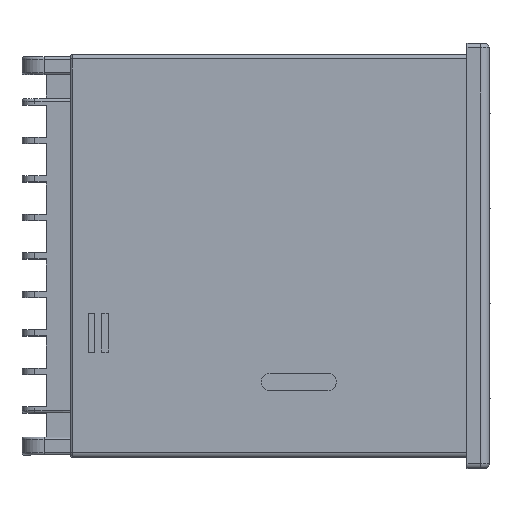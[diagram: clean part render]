
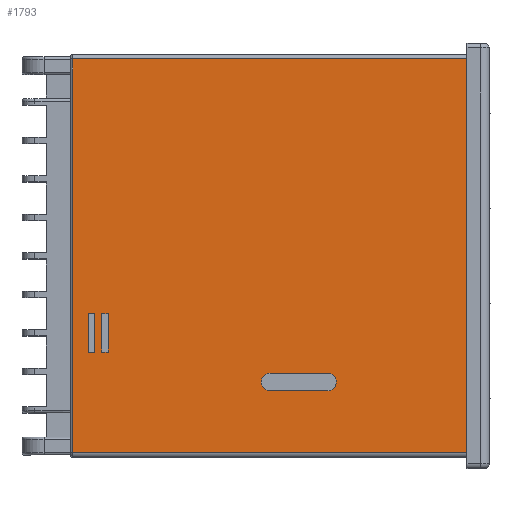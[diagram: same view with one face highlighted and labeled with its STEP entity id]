
A CAD part, top view. The second image highlights one B-rep face of the part: STEP entity #1793.
In plain terms, the highlighted planar face has unit normal (0, 0, 1).
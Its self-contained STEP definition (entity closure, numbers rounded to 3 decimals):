
#1793=ADVANCED_FACE('',(#4290,#4291,#4292,#4293),#4294,.T.);
#4290=FACE_BOUND('',#7679,.T.);
#4291=FACE_OUTER_BOUND('',#7680,.T.);
#4292=FACE_BOUND('',#7681,.T.);
#4293=FACE_BOUND('',#7682,.T.);
#4294=PLANE('',#7683);
#7679=EDGE_LOOP('',(#12727,#12728,#12729,#12730));
#7680=EDGE_LOOP('',(#12731,#12732,#12733,#12734));
#7681=EDGE_LOOP('',(#12735,#12736,#12737,#12738));
#7682=EDGE_LOOP('',(#12739,#12740,#12741,#12742));
#7683=AXIS2_PLACEMENT_3D('',#12743,#12744,#12745);
#12727=ORIENTED_EDGE('',*,*,#21110,.T.);
#12728=ORIENTED_EDGE('',*,*,#21111,.T.);
#12729=ORIENTED_EDGE('',*,*,#21112,.T.);
#12730=ORIENTED_EDGE('',*,*,#21113,.T.);
#12731=ORIENTED_EDGE('',*,*,#21028,.T.);
#12732=ORIENTED_EDGE('',*,*,#21114,.T.);
#12733=ORIENTED_EDGE('',*,*,#21031,.T.);
#12734=ORIENTED_EDGE('',*,*,#21094,.T.);
#12735=ORIENTED_EDGE('',*,*,#20921,.T.);
#12736=ORIENTED_EDGE('',*,*,#20932,.T.);
#12737=ORIENTED_EDGE('',*,*,#20929,.T.);
#12738=ORIENTED_EDGE('',*,*,#20925,.T.);
#12739=ORIENTED_EDGE('',*,*,#21115,.T.);
#12740=ORIENTED_EDGE('',*,*,#21116,.T.);
#12741=ORIENTED_EDGE('',*,*,#21117,.T.);
#12742=ORIENTED_EDGE('',*,*,#21118,.T.);
#12743=CARTESIAN_POINT('',(-25.0,-19.444,44.8));
#12744=DIRECTION('',(0.0,0.0,1.0));
#12745=DIRECTION('',(1.0,0.0,0.0));
#20921=EDGE_CURVE('',#25426,#25430,#25432,.T.);
#20925=EDGE_CURVE('',#25435,#25426,#25438,.F.);
#20929=EDGE_CURVE('',#25441,#25435,#25444,.T.);
#20932=EDGE_CURVE('',#25430,#25441,#25447,.F.);
#21028=EDGE_CURVE('',#25592,#25590,#25593,.T.);
#21031=EDGE_CURVE('',#25596,#25597,#25598,.T.);
#21094=EDGE_CURVE('',#25597,#25592,#25695,.T.);
#21110=EDGE_CURVE('',#25711,#25712,#25713,.T.);
#21111=EDGE_CURVE('',#25712,#25714,#25715,.T.);
#21112=EDGE_CURVE('',#25714,#25716,#25717,.T.);
#21113=EDGE_CURVE('',#25716,#25711,#25718,.T.);
#21114=EDGE_CURVE('',#25590,#25596,#25719,.T.);
#21115=EDGE_CURVE('',#25720,#25721,#25722,.T.);
#21116=EDGE_CURVE('',#25721,#25723,#25724,.T.);
#21117=EDGE_CURVE('',#25723,#25725,#25726,.T.);
#21118=EDGE_CURVE('',#25725,#25720,#25727,.T.);
#25426=VERTEX_POINT('',#32035);
#25430=VERTEX_POINT('',#32041);
#25432=LINE('',#32044,#32045);
#25435=VERTEX_POINT('',#32048);
#25438=CIRCLE('',#32052,2.0);
#25441=VERTEX_POINT('',#32055);
#25444=LINE('',#32060,#32061);
#25447=CIRCLE('',#32064,2.0);
#25590=VERTEX_POINT('',#32277);
#25592=VERTEX_POINT('',#32279);
#25593=LINE('',#32280,#32281);
#25596=VERTEX_POINT('',#32284);
#25597=VERTEX_POINT('',#32285);
#25598=LINE('',#32286,#32287);
#25695=LINE('',#32405,#32406);
#25711=VERTEX_POINT('',#32430);
#25712=VERTEX_POINT('',#32431);
#25713=LINE('',#32432,#32433);
#25714=VERTEX_POINT('',#32434);
#25715=LINE('',#32435,#32436);
#25716=VERTEX_POINT('',#32437);
#25717=LINE('',#32438,#32439);
#25718=LINE('',#32440,#32441);
#25719=LINE('',#32442,#32443);
#25720=VERTEX_POINT('',#32444);
#25721=VERTEX_POINT('',#32445);
#25722=LINE('',#32446,#32447);
#25723=VERTEX_POINT('',#32448);
#25724=LINE('',#32449,#32450);
#25725=VERTEX_POINT('',#32451);
#25726=LINE('',#32452,#32453);
#25727=LINE('',#32454,#32455);
#32035=CARTESIAN_POINT('',(36.1,-4.444,44.8));
#32041=CARTESIAN_POINT('',(23.1,-4.444,44.8));
#32044=CARTESIAN_POINT('',(-25.0,-4.444,44.8));
#32045=VECTOR('',#38598,1.0);
#32048=CARTESIAN_POINT('',(36.1,-0.444,44.8));
#32052=AXIS2_PLACEMENT_3D('',#38603,#38604,#38605);
#32055=CARTESIAN_POINT('',(23.1,-0.444,44.8));
#32060=CARTESIAN_POINT('',(-25.0,-0.444,44.8));
#32061=VECTOR('',#38608,1.0);
#32064=AXIS2_PLACEMENT_3D('',#38612,#38613,#38614);
#32277=CARTESIAN_POINT('',(-21.5,70.556,44.8));
#32279=CARTESIAN_POINT('',(67.6,70.556,44.8));
#32280=CARTESIAN_POINT('',(-25.0,70.556,44.8));
#32281=VECTOR('',#38691,1.0);
#32284=CARTESIAN_POINT('',(-21.5,-18.444,44.8));
#32285=CARTESIAN_POINT('',(67.6,-18.444,44.8));
#32286=CARTESIAN_POINT('',(67.6,-18.444,44.8));
#32287=VECTOR('',#38695,1.0);
#32405=CARTESIAN_POINT('',(67.6,-19.444,44.8));
#32406=VECTOR('',#38795,1.0);
#32430=CARTESIAN_POINT('',(-18.0,4.306,44.8));
#32431=CARTESIAN_POINT('',(-18.0,13.006,44.8));
#32432=CARTESIAN_POINT('',(-18.0,4.306,44.8));
#32433=VECTOR('',#38804,1.0);
#32434=CARTESIAN_POINT('',(-16.5,13.006,44.8));
#32435=CARTESIAN_POINT('',(-18.0,13.006,44.8));
#32436=VECTOR('',#38805,1.0);
#32437=CARTESIAN_POINT('',(-16.5,4.306,44.8));
#32438=CARTESIAN_POINT('',(-16.5,13.006,44.8));
#32439=VECTOR('',#38806,1.0);
#32440=CARTESIAN_POINT('',(-16.5,4.306,44.8));
#32441=VECTOR('',#38807,1.0);
#32442=CARTESIAN_POINT('',(-21.5,70.256,44.8));
#32443=VECTOR('',#38808,1.0);
#32444=CARTESIAN_POINT('',(-15.,13.006,44.8));
#32445=CARTESIAN_POINT('',(-13.5,13.006,44.8));
#32446=CARTESIAN_POINT('',(-15.,13.006,44.8));
#32447=VECTOR('',#38809,1.0);
#32448=CARTESIAN_POINT('',(-13.5,4.306,44.8));
#32449=CARTESIAN_POINT('',(-13.5,13.006,44.8));
#32450=VECTOR('',#38810,1.0);
#32451=CARTESIAN_POINT('',(-15.,4.306,44.8));
#32452=CARTESIAN_POINT('',(-13.5,4.306,44.8));
#32453=VECTOR('',#38811,1.0);
#32454=CARTESIAN_POINT('',(-15.,4.306,44.8));
#32455=VECTOR('',#38812,1.0);
#38598=DIRECTION('',(-1.0,0.0,0.0));
#38603=CARTESIAN_POINT('',(36.1,-2.444,44.8));
#38604=DIRECTION('',(0.0,0.0,1.0));
#38605=DIRECTION('',(1.0,0.0,0.0));
#38608=DIRECTION('',(1.0,0.0,0.0));
#38612=CARTESIAN_POINT('',(23.1,-2.444,44.8));
#38613=DIRECTION('',(0.0,0.0,1.0));
#38614=DIRECTION('',(1.0,0.0,0.0));
#38691=DIRECTION('',(-1.0,0.0,0.0));
#38695=DIRECTION('',(1.0,0.0,0.0));
#38795=DIRECTION('',(0.0,1.0,0.0));
#38804=DIRECTION('',(0.0,1.0,0.0));
#38805=DIRECTION('',(1.0,0.0,0.0));
#38806=DIRECTION('',(0.0,-1.0,0.0));
#38807=DIRECTION('',(-1.0,0.0,0.0));
#38808=DIRECTION('',(0.0,-1.0,0.0));
#38809=DIRECTION('',(1.0,0.0,0.0));
#38810=DIRECTION('',(0.0,-1.0,0.0));
#38811=DIRECTION('',(-1.0,0.0,0.0));
#38812=DIRECTION('',(0.,1.0,0.0));
